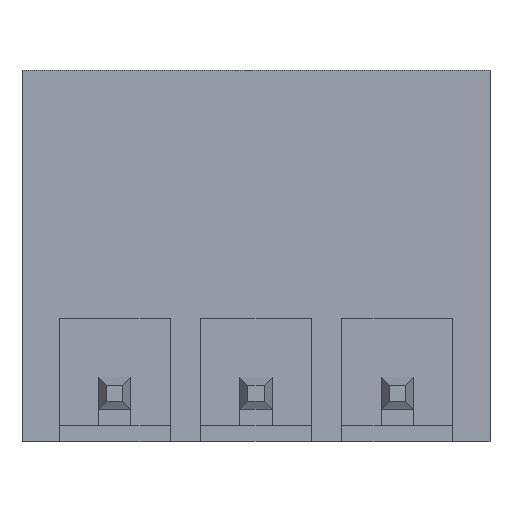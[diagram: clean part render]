
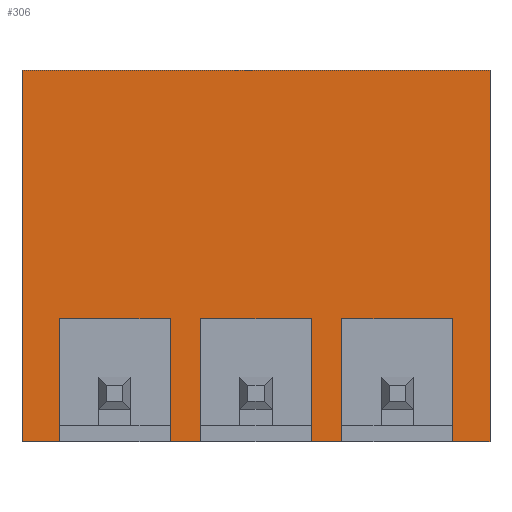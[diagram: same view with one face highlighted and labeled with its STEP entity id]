
A CAD part, front view. The second image highlights one B-rep face of the part: STEP entity #306.
In plain terms, the highlighted planar face has unit normal (0, -1, 0).
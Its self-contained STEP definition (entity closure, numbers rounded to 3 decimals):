
#306 = ADVANCED_FACE( '', ( #682 ), #683, .F. );
#682 = FACE_OUTER_BOUND( '', #1149, .T. );
#683 = PLANE( '', #1150 );
#1149 = EDGE_LOOP( '', ( #1821, #1822, #1823, #1824, #1825, #1826, #1827, #1828, #1829, #1830, #1831, #1832, #1833, #1834, #1835, #1836 ) );
#1150 = AXIS2_PLACEMENT_3D( '', #1837, #1838, #1839 );
#1821 = ORIENTED_EDGE( '', *, *, #3058, .F. );
#1822 = ORIENTED_EDGE( '', *, *, #3059, .F. );
#1823 = ORIENTED_EDGE( '', *, *, #2869, .F. );
#1824 = ORIENTED_EDGE( '', *, *, #3060, .T. );
#1825 = ORIENTED_EDGE( '', *, *, #3061, .F. );
#1826 = ORIENTED_EDGE( '', *, *, #3062, .F. );
#1827 = ORIENTED_EDGE( '', *, *, #2960, .F. );
#1828 = ORIENTED_EDGE( '', *, *, #3010, .T. );
#1829 = ORIENTED_EDGE( '', *, *, #3063, .F. );
#1830 = ORIENTED_EDGE( '', *, *, #3064, .F. );
#1831 = ORIENTED_EDGE( '', *, *, #3065, .F. );
#1832 = ORIENTED_EDGE( '', *, *, #3066, .T. );
#1833 = ORIENTED_EDGE( '', *, *, #3067, .F. );
#1834 = ORIENTED_EDGE( '', *, *, #3068, .F. );
#1835 = ORIENTED_EDGE( '', *, *, #3069, .T. );
#1836 = ORIENTED_EDGE( '', *, *, #3070, .T. );
#1837 = CARTESIAN_POINT( '', ( 5.8, -3.6, 4.6 ) );
#1838 = DIRECTION( '', ( 0., 1., 0. ) );
#1839 = DIRECTION( '', ( 0., 0., 1. ) );
#2869 = EDGE_CURVE( '', #3417, #3418, #3419, .F. );
#2960 = EDGE_CURVE( '', #3580, #3582, #3583, .F. );
#3010 = EDGE_CURVE( '', #3580, #3663, #3664, .T. );
#3058 = EDGE_CURVE( '', #3738, #3739, #3740, .T. );
#3059 = EDGE_CURVE( '', #3418, #3738, #3741, .T. );
#3060 = EDGE_CURVE( '', #3417, #3742, #3743, .T. );
#3061 = EDGE_CURVE( '', #3744, #3742, #3745, .T. );
#3062 = EDGE_CURVE( '', #3582, #3744, #3746, .T. );
#3063 = EDGE_CURVE( '', #3747, #3663, #3748, .T. );
#3064 = EDGE_CURVE( '', #3749, #3747, #3750, .T. );
#3065 = EDGE_CURVE( '', #3751, #3749, #3752, .F. );
#3066 = EDGE_CURVE( '', #3751, #3753, #3754, .T. );
#3067 = EDGE_CURVE( '', #3755, #3753, #3756, .T. );
#3068 = EDGE_CURVE( '', #3757, #3755, #3758, .T. );
#3069 = EDGE_CURVE( '', #3757, #3759, #3760, .T. );
#3070 = EDGE_CURVE( '', #3759, #3739, #3761, .T. );
#3417 = VERTEX_POINT( '', #4226 );
#3418 = VERTEX_POINT( '', #4227 );
#3419 = LINE( '', #4228, #4229 );
#3580 = VERTEX_POINT( '', #4462 );
#3582 = VERTEX_POINT( '', #4465 );
#3583 = LINE( '', #4466, #4467 );
#3663 = VERTEX_POINT( '', #4583 );
#3664 = LINE( '', #4584, #4585 );
#3738 = VERTEX_POINT( '', #4693 );
#3739 = VERTEX_POINT( '', #4694 );
#3740 = LINE( '', #4695, #4696 );
#3741 = LINE( '', #4697, #4698 );
#3742 = VERTEX_POINT( '', #4699 );
#3743 = LINE( '', #4700, #4701 );
#3744 = VERTEX_POINT( '', #4702 );
#3745 = LINE( '', #4703, #4704 );
#3746 = LINE( '', #4705, #4706 );
#3747 = VERTEX_POINT( '', #4707 );
#3748 = LINE( '', #4708, #4709 );
#3749 = VERTEX_POINT( '', #4710 );
#3750 = LINE( '', #4711, #4712 );
#3751 = VERTEX_POINT( '', #4713 );
#3752 = LINE( '', #4714, #4715 );
#3753 = VERTEX_POINT( '', #4716 );
#3754 = LINE( '', #4717, #4718 );
#3755 = VERTEX_POINT( '', #4719 );
#3756 = LINE( '', #4720, #4721 );
#3757 = VERTEX_POINT( '', #4722 );
#3758 = LINE( '', #4723, #4724 );
#3759 = VERTEX_POINT( '', #4725 );
#3760 = LINE( '', #4726, #4727 );
#3761 = LINE( '', #4728, #4729 );
#4226 = CARTESIAN_POINT( '', ( -2.125, -3.6, -1.55 ) );
#4227 = CARTESIAN_POINT( '', ( -4.875, -3.6, -1.55 ) );
#4228 = CARTESIAN_POINT( '', ( -4.875, -3.6, -1.55 ) );
#4229 = VECTOR( '', #5385, 1000. );
#4462 = CARTESIAN_POINT( '', ( 1.375, -3.6, -1.55 ) );
#4465 = CARTESIAN_POINT( '', ( -1.375, -3.6, -1.55 ) );
#4466 = CARTESIAN_POINT( '', ( -1.375, -3.6, -1.55 ) );
#4467 = VECTOR( '', #5468, 1000. );
#4583 = CARTESIAN_POINT( '', ( 1.375, -3.6, -4.6 ) );
#4584 = CARTESIAN_POINT( '', ( 1.375, -3.6, -1.55 ) );
#4585 = VECTOR( '', #5514, 1000. );
#4693 = CARTESIAN_POINT( '', ( -4.875, -3.6, -4.6 ) );
#4694 = CARTESIAN_POINT( '', ( -5.8, -3.6, -4.6 ) );
#4695 = CARTESIAN_POINT( '', ( 5.8, -3.6, -4.6 ) );
#4696 = VECTOR( '', #5552, 1000. );
#4697 = CARTESIAN_POINT( '', ( -4.875, -3.6, -1.55 ) );
#4698 = VECTOR( '', #5553, 1000. );
#4699 = CARTESIAN_POINT( '', ( -2.125, -3.6, -4.6 ) );
#4700 = CARTESIAN_POINT( '', ( -2.125, -3.6, -1.55 ) );
#4701 = VECTOR( '', #5554, 1000. );
#4702 = CARTESIAN_POINT( '', ( -1.375, -3.6, -4.6 ) );
#4703 = CARTESIAN_POINT( '', ( 5.8, -3.6, -4.6 ) );
#4704 = VECTOR( '', #5555, 1000. );
#4705 = CARTESIAN_POINT( '', ( -1.375, -3.6, -1.55 ) );
#4706 = VECTOR( '', #5556, 1000. );
#4707 = CARTESIAN_POINT( '', ( 2.125, -3.6, -4.6 ) );
#4708 = CARTESIAN_POINT( '', ( 5.8, -3.6, -4.6 ) );
#4709 = VECTOR( '', #5557, 1000. );
#4710 = CARTESIAN_POINT( '', ( 2.125, -3.6, -1.55 ) );
#4711 = CARTESIAN_POINT( '', ( 2.125, -3.6, -1.55 ) );
#4712 = VECTOR( '', #5558, 1000. );
#4713 = CARTESIAN_POINT( '', ( 4.875, -3.6, -1.55 ) );
#4714 = CARTESIAN_POINT( '', ( 2.125, -3.6, -1.55 ) );
#4715 = VECTOR( '', #5559, 1000. );
#4716 = CARTESIAN_POINT( '', ( 4.875, -3.6, -4.6 ) );
#4717 = CARTESIAN_POINT( '', ( 4.875, -3.6, -1.55 ) );
#4718 = VECTOR( '', #5560, 1000. );
#4719 = CARTESIAN_POINT( '', ( 5.8, -3.6, -4.6 ) );
#4720 = CARTESIAN_POINT( '', ( 5.8, -3.6, -4.6 ) );
#4721 = VECTOR( '', #5561, 1000. );
#4722 = CARTESIAN_POINT( '', ( 5.8, -3.6, 4.6 ) );
#4723 = CARTESIAN_POINT( '', ( 5.8, -3.6, 4.6 ) );
#4724 = VECTOR( '', #5562, 1000. );
#4725 = CARTESIAN_POINT( '', ( -5.8, -3.6, 4.6 ) );
#4726 = CARTESIAN_POINT( '', ( 5.8, -3.6, 4.6 ) );
#4727 = VECTOR( '', #5563, 1000. );
#4728 = CARTESIAN_POINT( '', ( -5.8, -3.6, 4.6 ) );
#4729 = VECTOR( '', #5564, 1000. );
#5385 = DIRECTION( '', ( 1., 0., 0. ) );
#5468 = DIRECTION( '', ( 1., 0., 0. ) );
#5514 = DIRECTION( '', ( 0., 0., -1. ) );
#5552 = DIRECTION( '', ( -1., 0., 0. ) );
#5553 = DIRECTION( '', ( 0., 0., -1. ) );
#5554 = DIRECTION( '', ( 0., 0., -1. ) );
#5555 = DIRECTION( '', ( -1., 0., 0. ) );
#5556 = DIRECTION( '', ( 0., 0., -1. ) );
#5557 = DIRECTION( '', ( -1., 0., 0. ) );
#5558 = DIRECTION( '', ( 0., 0., -1. ) );
#5559 = DIRECTION( '', ( 1., 0., 0. ) );
#5560 = DIRECTION( '', ( 0., 0., -1. ) );
#5561 = DIRECTION( '', ( -1., 0., 0. ) );
#5562 = DIRECTION( '', ( 0., 0., -1. ) );
#5563 = DIRECTION( '', ( -1., 0., 0. ) );
#5564 = DIRECTION( '', ( 0., 0., -1. ) );
